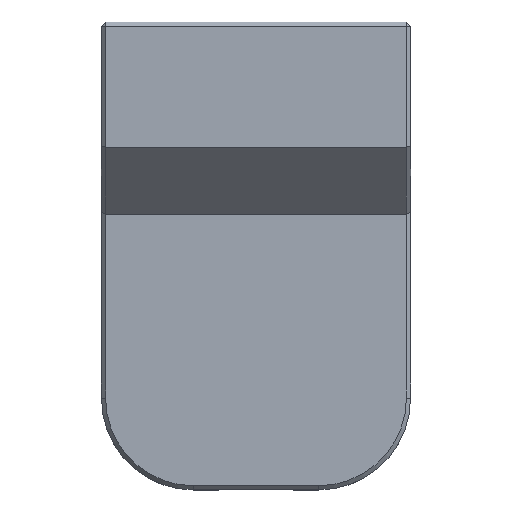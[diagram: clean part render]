
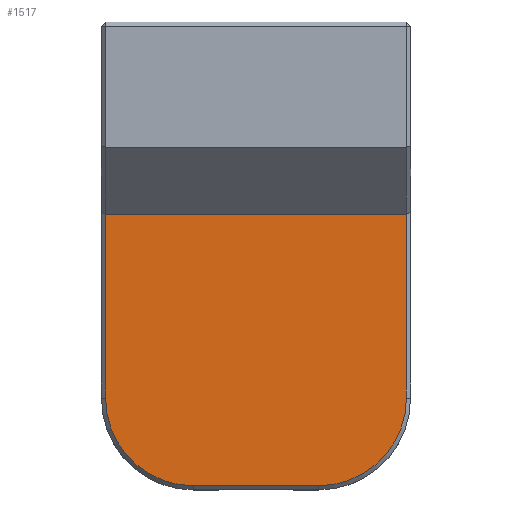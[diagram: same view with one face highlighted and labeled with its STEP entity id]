
A CAD part, top view. The second image highlights one B-rep face of the part: STEP entity #1517.
In plain terms, the highlighted planar face has unit normal (0, 0, 1).
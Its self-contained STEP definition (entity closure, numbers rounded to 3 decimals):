
#109=PLANE('',#1653);
#193=FACE_OUTER_BOUND('',#283,.T.);
#283=EDGE_LOOP('',(#1385,#1386,#1387,#1388,#1389,#1390));
#395=LINE('',#2547,#547);
#398=LINE('',#2558,#550);
#401=LINE('',#2568,#553);
#415=LINE('',#2592,#567);
#547=VECTOR('',#1905,10.);
#550=VECTOR('',#1916,10.);
#553=VECTOR('',#1927,10.);
#567=VECTOR('',#1951,10.);
#623=CIRCLE('',#1609,10.5);
#625=CIRCLE('',#1613,10.5);
#742=VERTEX_POINT('',#2539);
#744=VERTEX_POINT('',#2545);
#746=VERTEX_POINT('',#2550);
#748=VERTEX_POINT('',#2556);
#750=VERTEX_POINT('',#2562);
#751=VERTEX_POINT('',#2567);
#927=EDGE_CURVE('',#744,#742,#395,.T.);
#929=EDGE_CURVE('',#746,#744,#623,.T.);
#932=EDGE_CURVE('',#748,#746,#398,.T.);
#935=EDGE_CURVE('',#750,#748,#625,.T.);
#937=EDGE_CURVE('',#751,#750,#401,.T.);
#951=EDGE_CURVE('',#742,#751,#415,.T.);
#1385=ORIENTED_EDGE('',*,*,#937,.F.);
#1386=ORIENTED_EDGE('',*,*,#951,.F.);
#1387=ORIENTED_EDGE('',*,*,#927,.F.);
#1388=ORIENTED_EDGE('',*,*,#929,.F.);
#1389=ORIENTED_EDGE('',*,*,#932,.F.);
#1390=ORIENTED_EDGE('',*,*,#935,.F.);
#1517=ADVANCED_FACE('',(#193),#109,.T.);
#1609=AXIS2_PLACEMENT_3D('',#2552,#1909,#1910);
#1613=AXIS2_PLACEMENT_3D('',#2564,#1921,#1922);
#1653=AXIS2_PLACEMENT_3D('',#2667,#2042,#2043);
#1905=DIRECTION('',(0.,1.,0.));
#1909=DIRECTION('center_axis',(0.,0.,-1.));
#1910=DIRECTION('ref_axis',(-1.,0.,0.));
#1916=DIRECTION('',(-1.,0.,0.));
#1921=DIRECTION('center_axis',(0.,0.,-1.));
#1922=DIRECTION('ref_axis',(0.,-1.,0.));
#1927=DIRECTION('',(0.,-1.,0.));
#1951=DIRECTION('',(1.,0.,0.));
#2042=DIRECTION('center_axis',(0.,0.,1.));
#2043=DIRECTION('ref_axis',(1.,0.,0.));
#2539=CARTESIAN_POINT('',(-18.,-1.,2.));
#2545=CARTESIAN_POINT('',(-18.,-23.,2.));
#2547=CARTESIAN_POINT('',(-18.,-20.25,2.));
#2550=CARTESIAN_POINT('',(-7.5,-33.5,2.));
#2552=CARTESIAN_POINT('Origin',(-7.5,-23.,2.));
#2556=CARTESIAN_POINT('',(7.5,-33.5,2.));
#2558=CARTESIAN_POINT('',(3.75,-33.5,2.));
#2562=CARTESIAN_POINT('',(18.,-23.,2.));
#2564=CARTESIAN_POINT('Origin',(7.5,-23.,2.));
#2567=CARTESIAN_POINT('',(18.,-1.,2.));
#2568=CARTESIAN_POINT('',(18.,2.25,2.));
#2592=CARTESIAN_POINT('',(0.,-1.,2.));
#2667=CARTESIAN_POINT('Origin',(0.,-17.5,2.));
